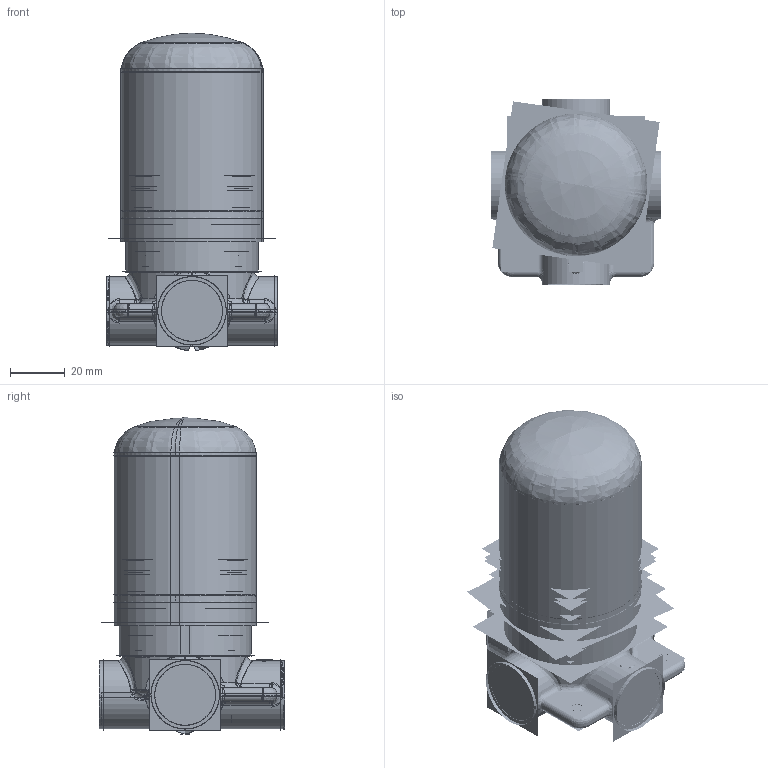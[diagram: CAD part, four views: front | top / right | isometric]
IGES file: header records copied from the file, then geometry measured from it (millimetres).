
Start section:  PTC IGES file: A42858.igs
Global section: file name: A42858.igs; native system: Creo Parametric by PTC Inc.; preprocessor: 2018300; author: tamer.unalp; organization: Unknown; date: 20211224.110542; units: millimetre
Bounding box: 62.4 x 67.6 x 115.99 mm (x, y, z)
Surface area: 289267.2 mm2 (no closed solid volume)
Topology: 0 solids, 0 shells, 1610 faces, 22744 edges, 29867 vertices
Faces by surface type: revolution 972, bspline 622, extrusion 16
